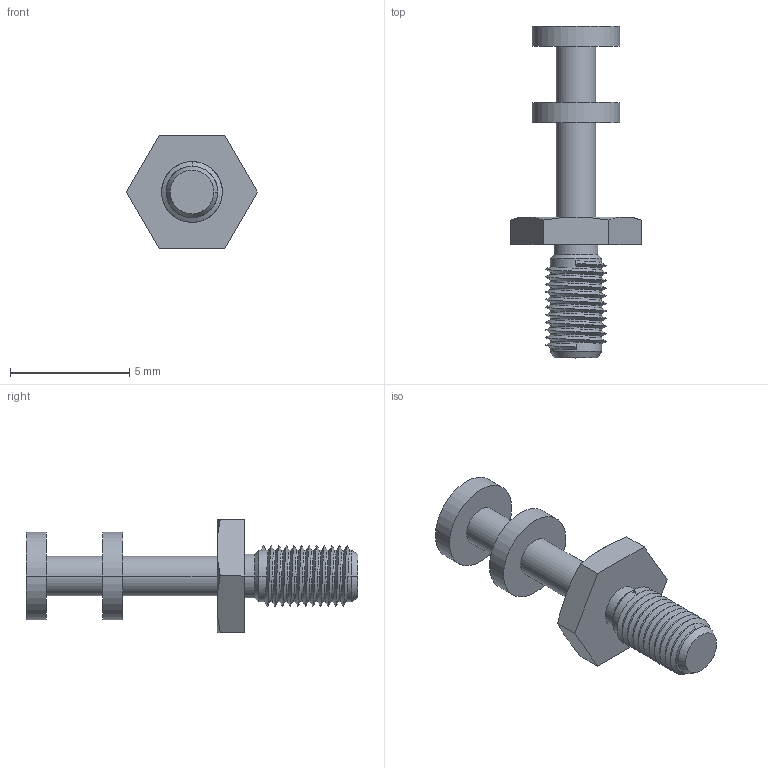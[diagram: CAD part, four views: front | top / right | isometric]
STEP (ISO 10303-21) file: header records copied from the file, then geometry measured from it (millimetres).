
FILE_DESCRIPTION (( 'STEP AP214' ), '1' );
FILE_NAME ('1587-2.STEP', '2007-12-11T16:45:56', ( 'Richard Maletta' ), ( '' ), 'SwSTEP 2.0', 'SolidWorks 2007', '' );
FILE_SCHEMA (( 'AUTOMOTIVE_DESIGN' ));
Length unit declared in the file: inch
Products named in the file (1): 1587-2
Bounding box: 5.48 x 13.89 x 4.75 mm (x, y, z)
Volume: 72.1 mm3; surface area: 194.8 mm2
Topology: 1 solids, 1 shells, 60 faces, 147 edges, 94 vertices
Faces by surface type: cylinder 33, plane 15, cone 10, bspline 2
Entity records: 2699 total; most frequent: CARTESIAN_POINT 1400, ORIENTED_EDGE 294, DIRECTION 238, EDGE_CURVE 147, VERTEX_POINT 94, AXIS2_PLACEMENT_3D 91, EDGE_LOOP 65, ADVANCED_FACE 60
